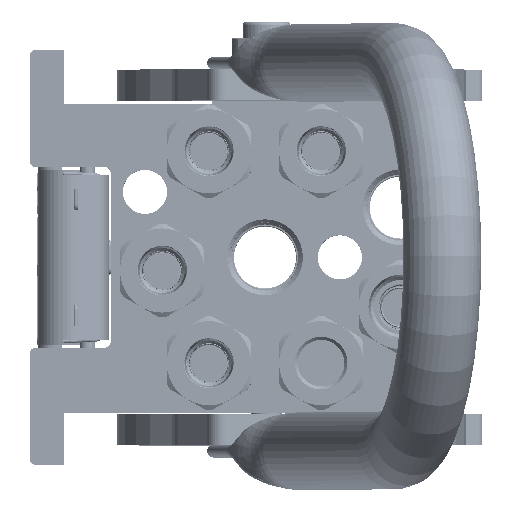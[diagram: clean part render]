
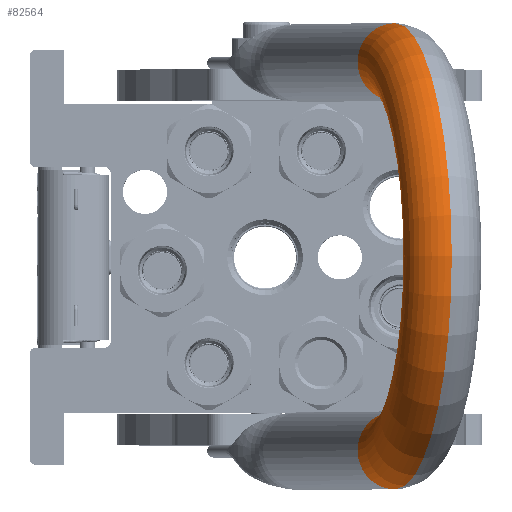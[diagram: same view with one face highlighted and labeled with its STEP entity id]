
A CAD part, top view. The second image highlights one B-rep face of the part: STEP entity #82564.
In plain terms, the highlighted toroidal (fillet/blend) face has major radius 62.25 mm and minor radius 12.5 mm.
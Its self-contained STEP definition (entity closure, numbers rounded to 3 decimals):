
#517 = ORIENTED_EDGE ( 'NONE', *, *, #83555, .F. ) ;
#1607 = ORIENTED_EDGE ( 'NONE', *, *, #144652, .T. ) ;
#12720 = CARTESIAN_POINT ( 'NONE',  ( -62.25, 0., 125.25 ) ) ;
#12950 = CIRCLE ( 'NONE', #55767, 49.75 ) ;
#17239 = CARTESIAN_POINT ( 'NONE',  ( 0., 0., 125.25 ) ) ;
#21621 = CARTESIAN_POINT ( 'NONE',  ( 62.25, 0., 125.25 ) ) ;
#22545 = DIRECTION ( 'NONE',  ( -1., 0., 0. ) ) ;
#24092 = DIRECTION ( 'NONE',  ( 0., 1., 0. ) ) ;
#26208 = DIRECTION ( 'NONE',  ( 1., 0., 0. ) ) ;
#29483 = CARTESIAN_POINT ( 'NONE',  ( 49.75, 0., 125.25 ) ) ;
#31673 = DIRECTION ( 'NONE',  ( -1., 0., 0. ) ) ;
#33703 = ORIENTED_EDGE ( 'NONE', *, *, #122456, .T. ) ;
#34477 = FACE_OUTER_BOUND ( 'NONE', #95708, .T. ) ;
#40298 = ORIENTED_EDGE ( 'NONE', *, *, #50261, .F. ) ;
#42627 = AXIS2_PLACEMENT_3D ( 'NONE', #17239, #147119, #147635 ) ;
#44070 = CIRCLE ( 'NONE', #74236, 74.75 ) ;
#45205 = CARTESIAN_POINT ( 'NONE',  ( -49.75, 0., 125.25 ) ) ;
#50261 = EDGE_CURVE ( 'NONE', #146513, #113468, #12950, .T. ) ;
#55767 = AXIS2_PLACEMENT_3D ( 'NONE', #151096, #139108, #31673 ) ;
#60643 = VERTEX_POINT ( 'NONE', #147619 ) ;
#71005 = DIRECTION ( 'NONE',  ( -1., 0., 0. ) ) ;
#71411 = CARTESIAN_POINT ( 'NONE',  ( 0., 0., 125.25 ) ) ;
#73534 = TOROIDAL_SURFACE ( 'NONE', #42627, 62.25, 12.5 ) ;
#74236 = AXIS2_PLACEMENT_3D ( 'NONE', #71411, #24092, #22545 ) ;
#82564 = ADVANCED_FACE ( 'NONE', ( #34477 ), #73534, .T. ) ;
#83555 = EDGE_CURVE ( 'NONE', #113468, #60643, #132632, .T. ) ;
#94317 = DIRECTION ( 'NONE',  ( 0., 0., -1. ) ) ;
#95708 = EDGE_LOOP ( 'NONE', ( #1607, #517, #40298, #33703 ) ) ;
#96797 = DIRECTION ( 'NONE',  ( 0., 0., 1. ) ) ;
#99340 = AXIS2_PLACEMENT_3D ( 'NONE', #21621, #94317, #71005 ) ;
#108249 = VERTEX_POINT ( 'NONE', #127724 ) ;
#113468 = VERTEX_POINT ( 'NONE', #29483 ) ;
#122456 = EDGE_CURVE ( 'NONE', #146513, #108249, #141542, .T. ) ;
#127724 = CARTESIAN_POINT ( 'NONE',  ( -74.75, 0., 125.25 ) ) ;
#129237 = AXIS2_PLACEMENT_3D ( 'NONE', #12720, #96797, #26208 ) ;
#132632 = CIRCLE ( 'NONE', #99340, 12.5 ) ;
#139108 = DIRECTION ( 'NONE',  ( 0., 1., 0. ) ) ;
#141542 = CIRCLE ( 'NONE', #129237, 12.5 ) ;
#144652 = EDGE_CURVE ( 'NONE', #108249, #60643, #44070, .T. ) ;
#146513 = VERTEX_POINT ( 'NONE', #45205 ) ;
#147119 = DIRECTION ( 'NONE',  ( 0., 1., 0. ) ) ;
#147619 = CARTESIAN_POINT ( 'NONE',  ( 74.75, 0., 125.25 ) ) ;
#147635 = DIRECTION ( 'NONE',  ( 1., 0., 0. ) ) ;
#151096 = CARTESIAN_POINT ( 'NONE',  ( 0., 0., 125.25 ) ) ;
